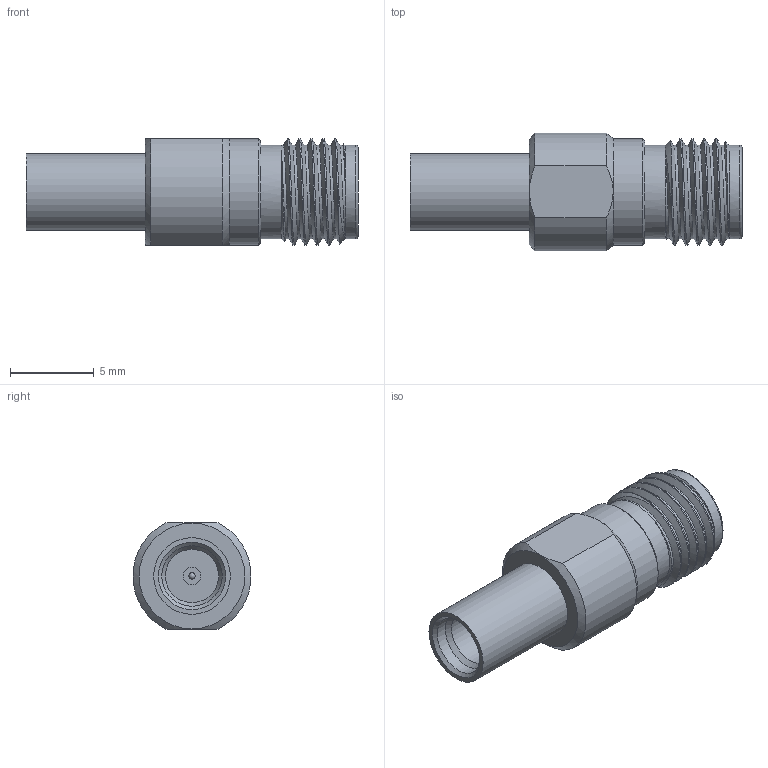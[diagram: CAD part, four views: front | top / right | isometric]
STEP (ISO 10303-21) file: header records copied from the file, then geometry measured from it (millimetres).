
FILE_DESCRIPTION (( 'STEP AP203' ), '1' );
FILE_NAME ('PE91551_3D.step', '2021-05-28T16:13:07', ( '' ), ( '' ), 'SwSTEP 2.0', 'SolidWorks 2020', '' );
FILE_SCHEMA (( 'CONFIG_CONTROL_DESIGN' ));
Length unit declared in the file: inch
Products named in the file (1): PE91551_3D
Bounding box: 19.81 x 7.04 x 6.35 mm (x, y, z)
Volume: 456.2 mm3; surface area: 532.7 mm2
Topology: 1 solids, 1 shells, 51 faces, 114 edges, 70 vertices
Faces by surface type: plane 18, cylinder 17, cone 11, bspline 3, torus 1, sphere 1
Full cylindrical faces by diameter (mm): 0.381 x1, 0.94 x1, 1.059 x1, 3.175 x1, 3.607 x1, 4.572 x2, 5.582 x2, 6.342 x1
Entity records: 2491 total; most frequent: CARTESIAN_POINT 1417, DIRECTION 208, ORIENTED_EDGE 180, AXIS2_PLACEMENT_3D 92, EDGE_CURVE 90, EDGE_LOOP 74, VERTEX_POINT 64, FACE_OUTER_BOUND 62
